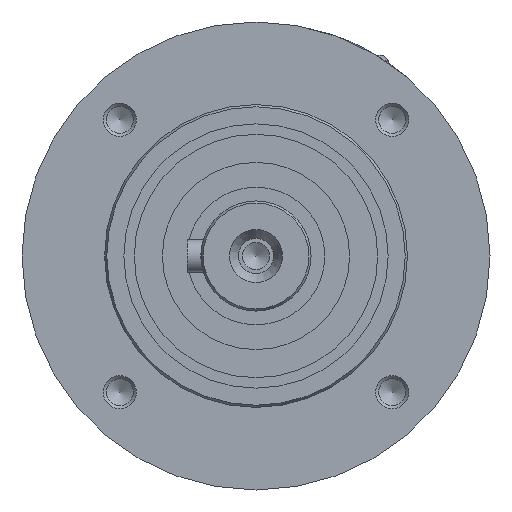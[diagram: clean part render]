
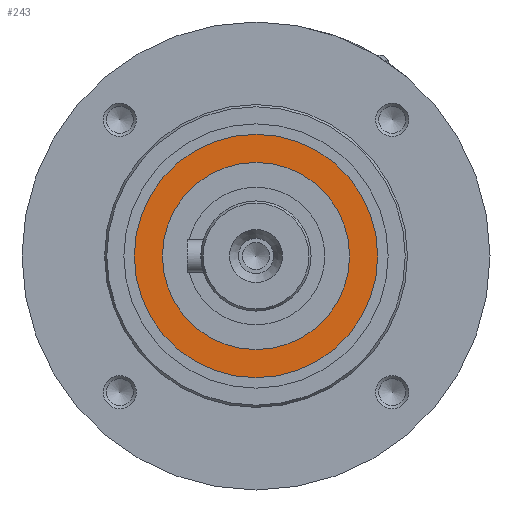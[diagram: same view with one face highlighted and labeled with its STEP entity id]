
A CAD part, left-side view. The second image highlights one B-rep face of the part: STEP entity #243.
In plain terms, the highlighted planar face has unit normal (-1, 0, 0).
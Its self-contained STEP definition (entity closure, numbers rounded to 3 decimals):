
#173 = CYLINDRICAL_SURFACE('',#174,17.);
#174 = AXIS2_PLACEMENT_3D('',#175,#176,#177);
#175 = CARTESIAN_POINT('',(43.15,0.,0.));
#176 = DIRECTION('',(1.,0.,0.));
#177 = DIRECTION('',(0.,1.,0.));
#190 = EDGE_CURVE('',#191,#191,#193,.T.);
#191 = VERTEX_POINT('',#192);
#192 = CARTESIAN_POINT('',(43.3,17.,0.));
#193 = SURFACE_CURVE('',#194,(#199,#205),.PCURVE_S1.);
#194 = CIRCLE('',#195,17.);
#195 = AXIS2_PLACEMENT_3D('',#196,#197,#198);
#196 = CARTESIAN_POINT('',(43.3,0.,0.));
#197 = DIRECTION('',(1.,0.,0.));
#198 = DIRECTION('',(0.,1.,0.));
#199 = PCURVE('',#173,#200);
#200 = DEFINITIONAL_REPRESENTATION('',(#201),#204);
#201 = B_SPLINE_CURVE_WITH_KNOTS('',1,(#202,#203),.UNSPECIFIED.,.F.,.F.,
  (2,2),(0.,6.283),.PIECEWISE_BEZIER_KNOTS.);
#202 = CARTESIAN_POINT('',(0.,0.15));
#203 = CARTESIAN_POINT('',(6.283,0.15));
#204 = ( GEOMETRIC_REPRESENTATION_CONTEXT(2) 
PARAMETRIC_REPRESENTATION_CONTEXT() REPRESENTATION_CONTEXT('2D SPACE',''
  ) );
#205 = PCURVE('',#206,#211);
#206 = PLANE('',#207);
#207 = AXIS2_PLACEMENT_3D('',#208,#209,#210);
#208 = CARTESIAN_POINT('',(43.3,19.55,0.));
#209 = DIRECTION('',(-1.,0.,0.));
#210 = DIRECTION('',(0.,0.,1.));
#211 = DEFINITIONAL_REPRESENTATION('',(#212),#220);
#212 = ( BOUNDED_CURVE() B_SPLINE_CURVE(2,(#213,#214,#215,#216,#217,#218
,#219),.UNSPECIFIED.,.F.,.F.) B_SPLINE_CURVE_WITH_KNOTS((1,2,2,2,2,1),(
    -2.094,0.,2.094,4.189,6.283,
8.378),.UNSPECIFIED.) CURVE() GEOMETRIC_REPRESENTATION_ITEM() 
RATIONAL_B_SPLINE_CURVE((1.,0.5,1.,0.5,1.,0.5,1.)) REPRESENTATION_ITEM(
  '') );
#213 = CARTESIAN_POINT('',(0.,-2.55));
#214 = CARTESIAN_POINT('',(29.445,-2.55));
#215 = CARTESIAN_POINT('',(14.722,-28.05));
#216 = CARTESIAN_POINT('',(0.,-53.55));
#217 = CARTESIAN_POINT('',(-14.722,-28.05));
#218 = CARTESIAN_POINT('',(-29.445,-2.55));
#219 = CARTESIAN_POINT('',(0.,-2.55));
#220 = ( GEOMETRIC_REPRESENTATION_CONTEXT(2) 
PARAMETRIC_REPRESENTATION_CONTEXT() REPRESENTATION_CONTEXT('2D SPACE',''
  ) );
#243 = ADVANCED_FACE('',(#244,#278),#206,.T.);
#244 = FACE_BOUND('',#245,.T.);
#245 = EDGE_LOOP('',(#246));
#246 = ORIENTED_EDGE('',*,*,#247,.F.);
#247 = EDGE_CURVE('',#248,#248,#250,.T.);
#248 = VERTEX_POINT('',#249);
#249 = CARTESIAN_POINT('',(43.3,22.1,0.));
#250 = SURFACE_CURVE('',#251,(#256,#267),.PCURVE_S1.);
#251 = CIRCLE('',#252,22.1);
#252 = AXIS2_PLACEMENT_3D('',#253,#254,#255);
#253 = CARTESIAN_POINT('',(43.3,0.,0.));
#254 = DIRECTION('',(1.,0.,0.));
#255 = DIRECTION('',(0.,1.,0.));
#256 = PCURVE('',#206,#257);
#257 = DEFINITIONAL_REPRESENTATION('',(#258),#266);
#258 = ( BOUNDED_CURVE() B_SPLINE_CURVE(2,(#259,#260,#261,#262,#263,#264
,#265),.UNSPECIFIED.,.F.,.F.) B_SPLINE_CURVE_WITH_KNOTS((1,2,2,2,2,1),(
    -2.094,0.,2.094,4.189,6.283,
8.378),.UNSPECIFIED.) CURVE() GEOMETRIC_REPRESENTATION_ITEM() 
RATIONAL_B_SPLINE_CURVE((1.,0.5,1.,0.5,1.,0.5,1.)) REPRESENTATION_ITEM(
  '') );
#259 = CARTESIAN_POINT('',(0.,2.55));
#260 = CARTESIAN_POINT('',(38.278,2.55));
#261 = CARTESIAN_POINT('',(19.139,-30.6));
#262 = CARTESIAN_POINT('',(0.,-63.75));
#263 = CARTESIAN_POINT('',(-19.139,-30.6));
#264 = CARTESIAN_POINT('',(-38.278,2.55));
#265 = CARTESIAN_POINT('',(0.,2.55));
#266 = ( GEOMETRIC_REPRESENTATION_CONTEXT(2) 
PARAMETRIC_REPRESENTATION_CONTEXT() REPRESENTATION_CONTEXT('2D SPACE',''
  ) );
#267 = PCURVE('',#268,#273);
#268 = CYLINDRICAL_SURFACE('',#269,22.1);
#269 = AXIS2_PLACEMENT_3D('',#270,#271,#272);
#270 = CARTESIAN_POINT('',(43.15,0.,0.));
#271 = DIRECTION('',(1.,0.,0.));
#272 = DIRECTION('',(0.,1.,0.));
#273 = DEFINITIONAL_REPRESENTATION('',(#274),#277);
#274 = B_SPLINE_CURVE_WITH_KNOTS('',1,(#275,#276),.UNSPECIFIED.,.F.,.F.,
  (2,2),(0.,6.283),.PIECEWISE_BEZIER_KNOTS.);
#275 = CARTESIAN_POINT('',(0.,0.15));
#276 = CARTESIAN_POINT('',(6.283,0.15));
#277 = ( GEOMETRIC_REPRESENTATION_CONTEXT(2) 
PARAMETRIC_REPRESENTATION_CONTEXT() REPRESENTATION_CONTEXT('2D SPACE',''
  ) );
#278 = FACE_BOUND('',#279,.T.);
#279 = EDGE_LOOP('',(#280));
#280 = ORIENTED_EDGE('',*,*,#190,.T.);
